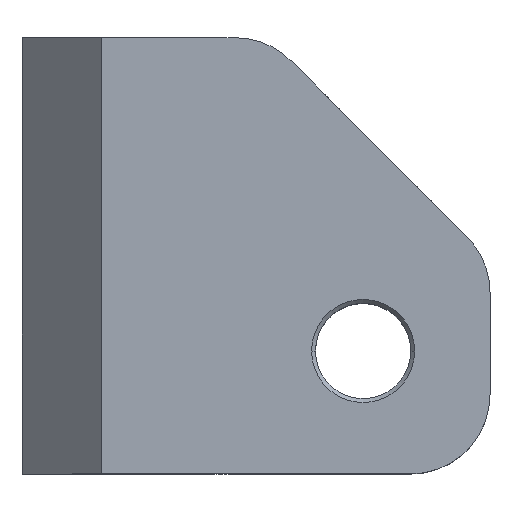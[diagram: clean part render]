
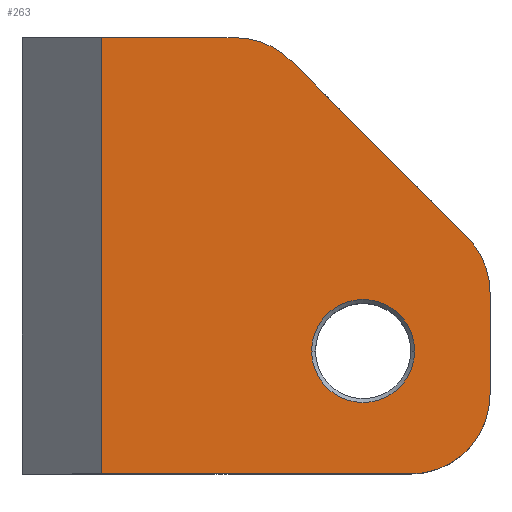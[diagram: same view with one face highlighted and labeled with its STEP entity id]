
A CAD part, top view. The second image highlights one B-rep face of the part: STEP entity #263.
In plain terms, the highlighted planar face has unit normal (0, 0, 1).
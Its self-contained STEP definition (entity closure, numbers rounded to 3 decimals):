
#88=CARTESIAN_POINT('Line Origine',(-15.,13.5,27.)) ;
#92=CARTESIAN_POINT('Cartesian Point',(-26.071,24.571,27.)) ;
#94=CARTESIAN_POINT('Cartesian Point',(-3.929,2.429,27.)) ;
#183=CARTESIAN_POINT('Axis2P3D Location',(0.,0.,27.)) ;
#188=CARTESIAN_POINT('Line Origine',(-30.5,-27.5,27.)) ;
#192=CARTESIAN_POINT('Cartesian Point',(-50.,-27.5,27.)) ;
#194=CARTESIAN_POINT('Cartesian Point',(-11.,-27.5,27.)) ;
#197=CARTESIAN_POINT('Axis2P3D Location',(-11.,-17.5,27.)) ;
#201=CARTESIAN_POINT('Cartesian Point',(-1.,-17.5,27.)) ;
#204=CARTESIAN_POINT('Line Origine',(-1.,-11.071,27.)) ;
#208=CARTESIAN_POINT('Cartesian Point',(-1.,-4.642,27.)) ;
#211=CARTESIAN_POINT('Axis2P3D Location',(-11.,-4.642,27.)) ;
#216=CARTESIAN_POINT('Axis2P3D Location',(-33.142,17.5,27.)) ;
#220=CARTESIAN_POINT('Cartesian Point',(-33.142,27.5,27.)) ;
#223=CARTESIAN_POINT('Line Origine',(-41.571,27.5,27.)) ;
#227=CARTESIAN_POINT('Cartesian Point',(-50.,27.5,27.)) ;
#230=CARTESIAN_POINT('Line Origine',(-50.,0.,27.)) ;
#245=CARTESIAN_POINT('Axis2P3D Location',(-17.,-12.,27.)) ;
#249=CARTESIAN_POINT('Cartesian Point',(-23.5,-12.,27.)) ;
#251=CARTESIAN_POINT('Cartesian Point',(-10.5,-12.,27.)) ;
#254=CARTESIAN_POINT('Axis2P3D Location',(-17.,-12.,27.)) ;
#89=DIRECTION('Vector Direction',(0.707,-0.707,0.)) ;
#184=DIRECTION('Axis2P3D Direction',(0.,0.,1.)) ;
#185=DIRECTION('Axis2P3D XDirection',(1.,0.,0.)) ;
#189=DIRECTION('Vector Direction',(1.,0.,0.)) ;
#198=DIRECTION('Axis2P3D Direction',(0.,0.,1.)) ;
#205=DIRECTION('Vector Direction',(0.,-1.,0.)) ;
#212=DIRECTION('Axis2P3D Direction',(0.,0.,1.)) ;
#217=DIRECTION('Axis2P3D Direction',(0.,0.,1.)) ;
#224=DIRECTION('Vector Direction',(-1.,0.,0.)) ;
#231=DIRECTION('Vector Direction',(0.,-1.,0.)) ;
#246=DIRECTION('Axis2P3D Direction',(0.,0.,1.)) ;
#255=DIRECTION('Axis2P3D Direction',(0.,0.,1.)) ;
#186=AXIS2_PLACEMENT_3D('Plane Axis2P3D',#183,#184,#185) ;
#199=AXIS2_PLACEMENT_3D('Circle Axis2P3D',#197,#198,$) ;
#213=AXIS2_PLACEMENT_3D('Circle Axis2P3D',#211,#212,$) ;
#218=AXIS2_PLACEMENT_3D('Circle Axis2P3D',#216,#217,$) ;
#247=AXIS2_PLACEMENT_3D('Circle Axis2P3D',#245,#246,$) ;
#256=AXIS2_PLACEMENT_3D('Circle Axis2P3D',#254,#255,$) ;
#236=ORIENTED_EDGE('Oriented Edge',*,*,#196,.T.) ;
#237=ORIENTED_EDGE('Oriented Edge',*,*,#203,.F.) ;
#238=ORIENTED_EDGE('Oriented Edge',*,*,#210,.T.) ;
#239=ORIENTED_EDGE('Oriented Edge',*,*,#215,.F.) ;
#240=ORIENTED_EDGE('Oriented Edge',*,*,#96,.F.) ;
#241=ORIENTED_EDGE('Oriented Edge',*,*,#222,.F.) ;
#242=ORIENTED_EDGE('Oriented Edge',*,*,#229,.T.) ;
#243=ORIENTED_EDGE('Oriented Edge',*,*,#234,.T.) ;
#260=ORIENTED_EDGE('Oriented Edge',*,*,#253,.F.) ;
#261=ORIENTED_EDGE('Oriented Edge',*,*,#258,.F.) ;
#262=FACE_BOUND('Face Bound',#259,.T.) ;
#90=VECTOR('Line Direction',#89,1.) ;
#190=VECTOR('Line Direction',#189,1.) ;
#206=VECTOR('Line Direction',#205,1.) ;
#225=VECTOR('Line Direction',#224,1.) ;
#232=VECTOR('Line Direction',#231,1.) ;
#263=ADVANCED_FACE('',(#244,#262),#187,.T.) ;
#200=CIRCLE('generated circle',#199,10.) ;
#214=CIRCLE('generated circle',#213,10.) ;
#219=CIRCLE('generated circle',#218,10.) ;
#248=CIRCLE('generated circle',#247,6.5) ;
#257=CIRCLE('generated circle',#256,6.5) ;
#96=EDGE_CURVE('',#93,#95,#91,.T.) ;
#196=EDGE_CURVE('',#193,#195,#191,.T.) ;
#203=EDGE_CURVE('',#202,#195,#200,.F.) ;
#210=EDGE_CURVE('',#202,#209,#207,.F.) ;
#215=EDGE_CURVE('',#95,#209,#214,.F.) ;
#222=EDGE_CURVE('',#221,#93,#219,.F.) ;
#229=EDGE_CURVE('',#221,#228,#226,.T.) ;
#234=EDGE_CURVE('',#228,#193,#233,.T.) ;
#253=EDGE_CURVE('',#250,#252,#248,.T.) ;
#258=EDGE_CURVE('',#252,#250,#257,.T.) ;
#235=EDGE_LOOP('Oriented Loop',(#236,#237,#238,#239,#240,#241,#242,#243)) ;
#259=EDGE_LOOP('Oriented Loop',(#260,#261)) ;
#244=FACE_OUTER_BOUND('Face Bound',#235,.T.) ;
#91=LINE('Line',#88,#90) ;
#191=LINE('Line',#188,#190) ;
#207=LINE('Line',#204,#206) ;
#226=LINE('Line',#223,#225) ;
#233=LINE('Line',#230,#232) ;
#187=PLANE('Plane',#186) ;
#93=VERTEX_POINT('Vertex Point',#92) ;
#95=VERTEX_POINT('Vertex Point',#94) ;
#193=VERTEX_POINT('Vertex Point',#192) ;
#195=VERTEX_POINT('Vertex Point',#194) ;
#202=VERTEX_POINT('Vertex Point',#201) ;
#209=VERTEX_POINT('Vertex Point',#208) ;
#221=VERTEX_POINT('Vertex Point',#220) ;
#228=VERTEX_POINT('Vertex Point',#227) ;
#250=VERTEX_POINT('Vertex Point',#249) ;
#252=VERTEX_POINT('Vertex Point',#251) ;
